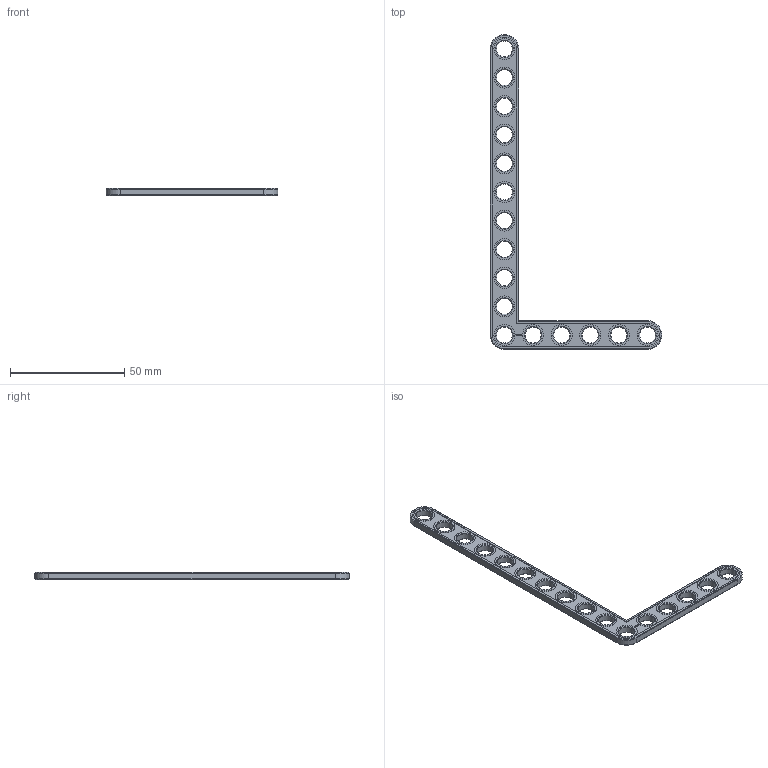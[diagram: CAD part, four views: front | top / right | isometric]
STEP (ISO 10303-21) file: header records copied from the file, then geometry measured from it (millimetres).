
FILE_DESCRIPTION(('FreeCAD Model'),'2;1');
FILE_NAME('Open CASCADE Shape Model','2022-02-09T10:02:15',( 'Paulo Kiefe'),('STEMFIE.org'),'Open CASCADE STEP processor 7.4', 'FreeCAD','Unknown');
FILE_SCHEMA(('AUTOMOTIVE_DESIGN { 1 0 10303 214 1 1 1 1 }'));
Length unit declared in the file: millimetre
Products named in the file (1): Brace_AGD_90_ASYM_ERR_BU06x11x01x00.25_-_SPN-BRC-1070_(stemfie.org)
Bounding box: 75 x 137.5 x 3.12 mm (x, y, z)
Volume: 5498.7 mm3; surface area: 5980.1 mm2
Topology: 1 solids, 1 shells, 588 faces, 1562 edges, 1026 vertices
Faces by surface type: plane 346, extrusion 166, cone 38, cylinder 38
Full cylindrical faces by diameter (mm): 7 x16, 9.2 x16
Entity records: 39736 total; most frequent: CARTESIAN_POINT 9473, DIRECTION 4950, VECTOR 3816, LINE 3650, ORIENTED_EDGE 3124, PCURVE 3124, DEFINITIONAL_REPRESENTATION 3124, EDGE_CURVE 1562
